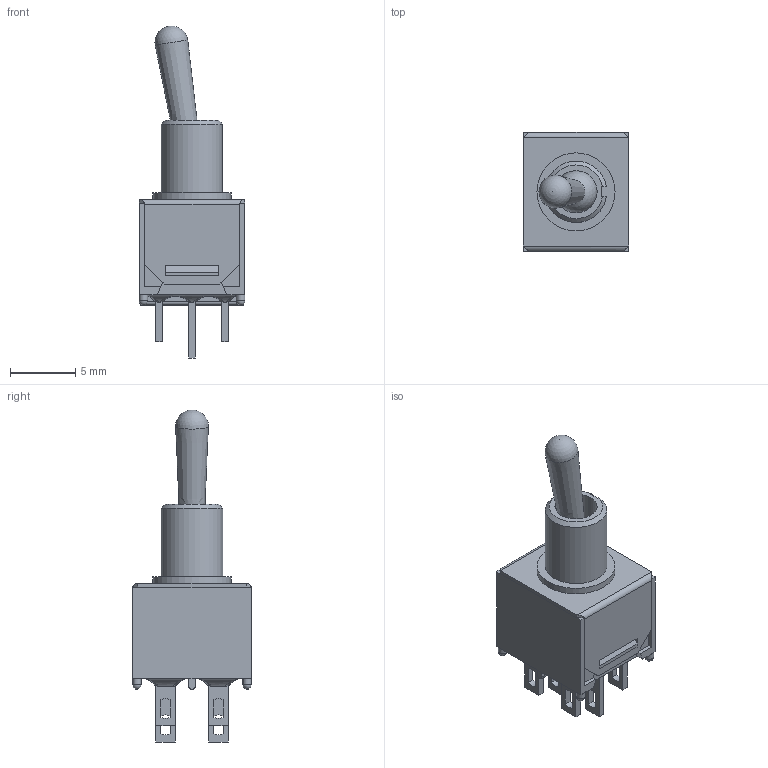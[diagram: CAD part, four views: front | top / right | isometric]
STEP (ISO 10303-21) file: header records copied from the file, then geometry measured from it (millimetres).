
FILE_DESCRIPTION(/* description */ (''),/* implementation_level */ '2;1');
FILE_NAME(/* name */ '200MDPxT3B3M1xE.stp',/* time_stamp */ '2025-04-28T14:16:18-05:00',/* author */ ('mroman'),/* organization */ (''),/* preprocessor_version */ 'ST-DEVELOPER v18.1',/* originating_system */ 'Autodesk Inventor 2022',/* authorisation */ '');
FILE_SCHEMA (('AUTOMOTIVE_DESIGN { 1 0 10303 214 3 1 1 }'));
Length unit declared in the file: inch
Products named in the file (1): 200MDPxT3B3M1xE
Bounding box: 8.13 x 9.14 x 25.53 mm (x, y, z)
Volume: 351 mm3; surface area: 1223.4 mm2
Topology: 1 solids, 2 shells, 214 faces, 603 edges, 390 vertices
Faces by surface type: plane 154, cylinder 35, bspline 16, sphere 7, cone 2
Full cylindrical faces by diameter (mm): 0.65 x4, 3.25 x2, 6 x1
Entity records: 7938 total; most frequent: CARTESIAN_POINT 2493, ORIENTED_EDGE 1196, DIRECTION 998, EDGE_CURVE 598, LINE 422, VECTOR 422, VERTEX_POINT 390, AXIS2_PLACEMENT_3D 288
